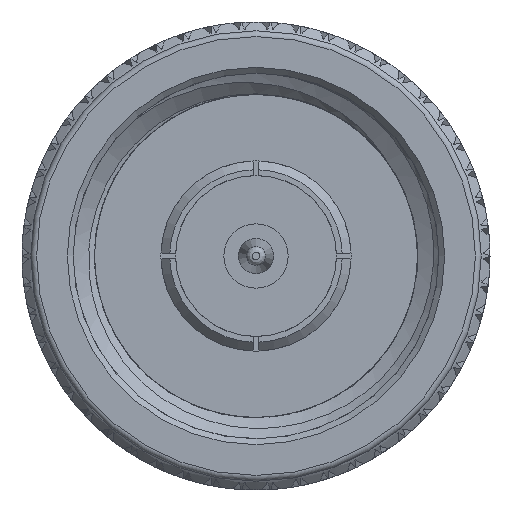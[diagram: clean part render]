
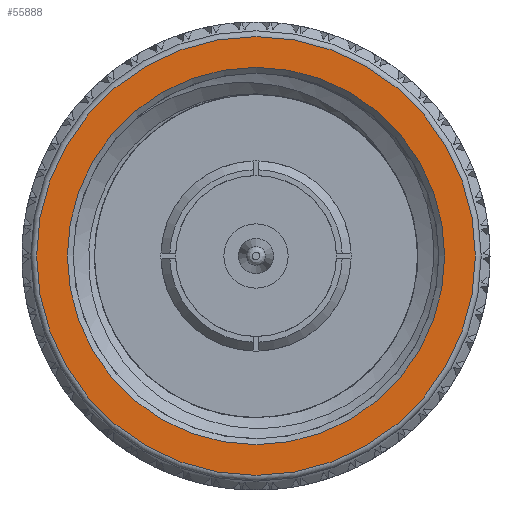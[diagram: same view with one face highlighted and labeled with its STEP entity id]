
A CAD part, left-side view. The second image highlights one B-rep face of the part: STEP entity #55888.
In plain terms, the highlighted planar face has unit normal (-1, 0, 0).
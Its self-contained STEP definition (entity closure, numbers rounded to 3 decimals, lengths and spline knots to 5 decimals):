
#4424 = EDGE_CURVE ( 'NONE', #32594, #32594, #46352, .T. ) ;
#5019 = DIRECTION ( 'NONE',  ( 0., 0., 1. ) ) ;
#13907 = DIRECTION ( 'NONE',  ( -1., 0., 0. ) ) ;
#16021 = EDGE_CURVE ( 'NONE', #20440, #20440, #65081, .T. ) ;
#20440 = VERTEX_POINT ( 'NONE', #55555 ) ;
#23414 = AXIS2_PLACEMENT_3D ( 'NONE', #59568, #25358, #5019 ) ;
#25358 = DIRECTION ( 'NONE',  ( 1., 0., 0. ) ) ;
#30153 = FACE_OUTER_BOUND ( 'NONE', #78756, .T. ) ;
#31499 = FACE_BOUND ( 'NONE', #76277, .T. ) ;
#32594 = VERTEX_POINT ( 'NONE', #45193 ) ;
#41393 = CARTESIAN_POINT ( 'NONE',  ( 0., 0., 0. ) ) ;
#43638 = DIRECTION ( 'NONE',  ( -1., 0., 0. ) ) ;
#45193 = CARTESIAN_POINT ( 'NONE',  ( 0., 0., 0.3225 ) ) ;
#46352 = CIRCLE ( 'NONE', #23414, 0.3225 ) ;
#48608 = ORIENTED_EDGE ( 'NONE', *, *, #4424, .T. ) ;
#55062 = ORIENTED_EDGE ( 'NONE', *, *, #16021, .T. ) ;
#55555 = CARTESIAN_POINT ( 'NONE',  ( 0., 0., 0.375 ) ) ;
#55888 = ADVANCED_FACE ( 'NONE', ( #31499, #30153 ), #86916, .T. ) ;
#57629 = CARTESIAN_POINT ( 'NONE',  ( 0., 0.38309, 0. ) ) ;
#59568 = CARTESIAN_POINT ( 'NONE',  ( 0., 0., 0. ) ) ;
#59804 = AXIS2_PLACEMENT_3D ( 'NONE', #57629, #43638, #77914 ) ;
#60758 = AXIS2_PLACEMENT_3D ( 'NONE', #41393, #13907, #68866 ) ;
#65081 = CIRCLE ( 'NONE', #60758, 0.375 ) ;
#68866 = DIRECTION ( 'NONE',  ( 0., 0., 1. ) ) ;
#76277 = EDGE_LOOP ( 'NONE', ( #48608 ) ) ;
#77914 = DIRECTION ( 'NONE',  ( 0., 1., 0. ) ) ;
#78756 = EDGE_LOOP ( 'NONE', ( #55062 ) ) ;
#86916 = PLANE ( 'NONE',  #59804 ) ;
